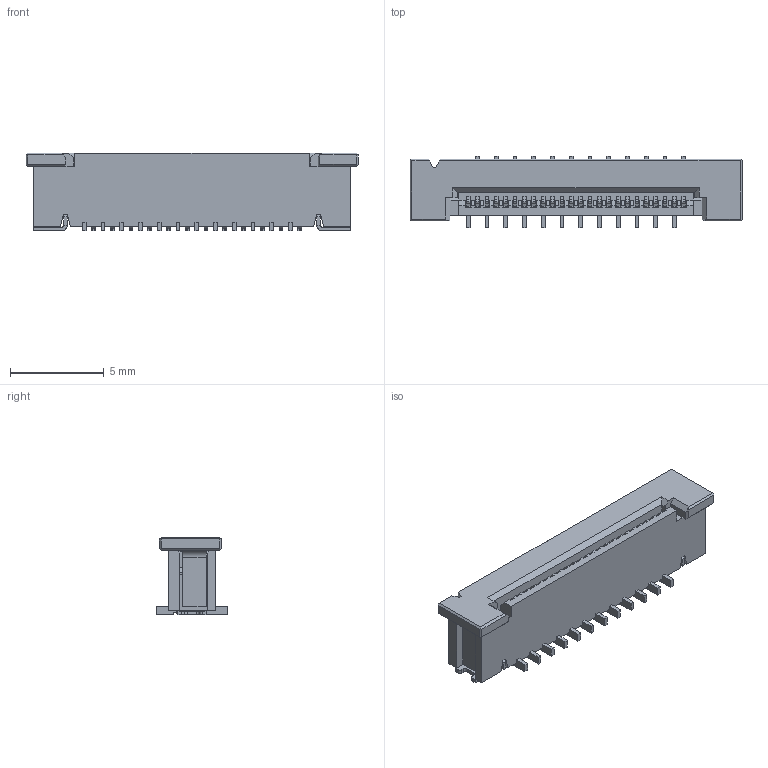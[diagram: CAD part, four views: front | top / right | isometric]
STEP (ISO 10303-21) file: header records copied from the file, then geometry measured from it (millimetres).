
FILE_DESCRIPTION(('STEP AP242'),'1');
FILE_NAME('2-1734742-4.stp','2021-01-08T06:08:53',('TraceParts'),('TraceParts S.A.'),'Spatial InterOp 3D',' ',' ');
FILE_SCHEMA(('AP242_MANAGED_MODEL_BASED_3D_ENGINEERING_MIM_LF {1 0 10303 442 1 1 4}'));
Length unit declared in the file: millimetre
Products named in the file (1): 2-1734742-4
Bounding box: 17.7 x 3.8 x 4.15 mm (x, y, z)
Volume: 143.9 mm3; surface area: 603.6 mm2
Topology: 1 solids, 1 shells, 1075 faces, 3132 edges, 2047 vertices
Faces by surface type: plane 919, cylinder 156
Entity records: 35039 total; most frequent: ORIENTED_EDGE 6264, CARTESIAN_POINT 6261, DIRECTION 5594, EDGE_CURVE 3132, LINE 2818, VECTOR 2818, VERTEX_POINT 2047, AXIS2_PLACEMENT_3D 1388
